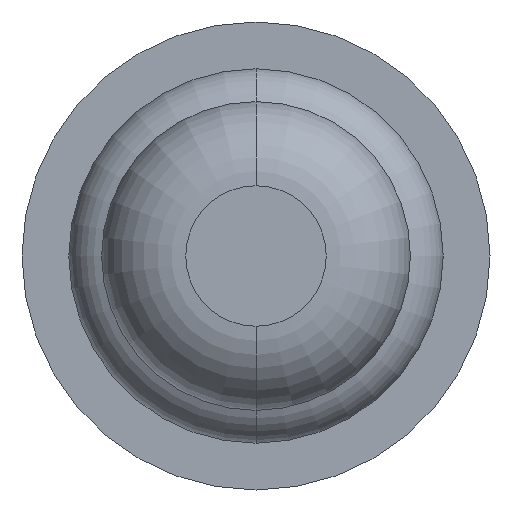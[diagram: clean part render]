
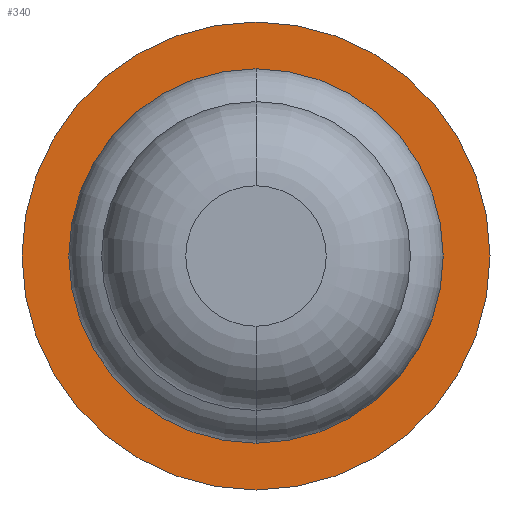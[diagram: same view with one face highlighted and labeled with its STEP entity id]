
A CAD part, front view. The second image highlights one B-rep face of the part: STEP entity #340.
In plain terms, the highlighted planar face has unit normal (0, -1, 0).
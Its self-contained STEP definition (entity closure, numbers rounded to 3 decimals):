
#133 = DIRECTION ( 'NONE',  ( 0., 0., 1. ) ) ;
#320 = ORIENTED_EDGE ( 'NONE', *, *, #776, .F. ) ;
#340 = ADVANCED_FACE ( 'Defeature ausgef�hrt1_11', ( #516, #3648 ), #3129, .F. ) ;
#485 = AXIS2_PLACEMENT_3D ( 'NONE', #2745, #1693, #751 ) ;
#495 = AXIS2_PLACEMENT_3D ( 'NONE', #1120, #4133, #3106 ) ;
#516 = FACE_OUTER_BOUND ( 'NONE', #2929, .T. ) ;
#676 = CARTESIAN_POINT ( 'NONE',  ( 0., 5., -0.64 ) ) ;
#751 = DIRECTION ( 'NONE',  ( 0., 0., 1. ) ) ;
#776 = EDGE_CURVE ( 'Defeature ausgef�hrt1_10+Defeature ausgef�hrt1_11+Defeature ausgef�hrt1_11+Defeature ausgef�hrt1_11', #1925, #1825, #2033, .T. ) ;
#864 = DIRECTION ( 'NONE',  ( 0., 0., 1. ) ) ;
#1063 = AXIS2_PLACEMENT_3D ( 'NONE', #4217, #2183, #864 ) ;
#1120 = CARTESIAN_POINT ( 'NONE',  ( 0., 5., 0. ) ) ;
#1416 = CARTESIAN_POINT ( 'NONE',  ( 0., 5., 0. ) ) ;
#1454 = AXIS2_PLACEMENT_3D ( 'NONE', #2757, #2432, #133 ) ;
#1678 = EDGE_CURVE ( 'Defeature ausgef�hrt1_11+Defeature ausgef�hrt1_8+Defeature ausgef�hrt1_8+Defeature ausgef�hrt1_8', #2796, #2425, #2017, .T. ) ;
#1693 = DIRECTION ( 'NONE',  ( 0., 1., 0. ) ) ;
#1765 = CARTESIAN_POINT ( 'NONE',  ( 0., 5., 1.25 ) ) ;
#1825 = VERTEX_POINT ( 'NONE', #1955 ) ;
#1925 = VERTEX_POINT ( 'NONE', #1765 ) ;
#1955 = CARTESIAN_POINT ( 'NONE',  ( 0., 5., -1.25 ) ) ;
#2017 = CIRCLE ( 'NONE', #1063, 0.64 ) ;
#2033 = CIRCLE ( 'NONE', #3088, 1.25 ) ;
#2066 = DIRECTION ( 'NONE',  ( 0., 1., 0. ) ) ;
#2136 = DIRECTION ( 'NONE',  ( 0., 0., 1. ) ) ;
#2183 = DIRECTION ( 'NONE',  ( 0., 1., 0. ) ) ;
#2398 = CARTESIAN_POINT ( 'NONE',  ( 0., 5., 0.64 ) ) ;
#2425 = VERTEX_POINT ( 'NONE', #2398 ) ;
#2432 = DIRECTION ( 'NONE',  ( 0., 1., 0. ) ) ;
#2606 = ORIENTED_EDGE ( 'NONE', *, *, #3002, .F. ) ;
#2618 = ORIENTED_EDGE ( 'NONE', *, *, #1678, .T. ) ;
#2745 = CARTESIAN_POINT ( 'NONE',  ( 0., 5., 0. ) ) ;
#2757 = CARTESIAN_POINT ( 'NONE',  ( 1.25, 5., 0. ) ) ;
#2796 = VERTEX_POINT ( 'NONE', #676 ) ;
#2828 = EDGE_LOOP ( 'NONE', ( #3769, #2618 ) ) ;
#2929 = EDGE_LOOP ( 'NONE', ( #320, #2606 ) ) ;
#2965 = CIRCLE ( 'NONE', #495, 1.25 ) ;
#3002 = EDGE_CURVE ( 'Defeature ausgef�hrt1_10+Defeature ausgef�hrt1_11+Defeature ausgef�hrt1_11+Defeature ausgef�hrt1_11', #1825, #1925, #2965, .T. ) ;
#3088 = AXIS2_PLACEMENT_3D ( 'NONE', #1416, #2066, #2136 ) ;
#3106 = DIRECTION ( 'NONE',  ( 0., 0., 1. ) ) ;
#3129 = PLANE ( 'NONE',  #1454 ) ;
#3648 = FACE_BOUND ( 'NONE', #2828, .T. ) ;
#3769 = ORIENTED_EDGE ( 'NONE', *, *, #3919, .T. ) ;
#3808 = CIRCLE ( 'NONE', #485, 0.64 ) ;
#3919 = EDGE_CURVE ( 'Defeature ausgef�hrt1_11+Defeature ausgef�hrt1_8+Defeature ausgef�hrt1_8+Defeature ausgef�hrt1_8', #2425, #2796, #3808, .T. ) ;
#4133 = DIRECTION ( 'NONE',  ( 0., 1., 0. ) ) ;
#4217 = CARTESIAN_POINT ( 'NONE',  ( 0., 5., 0. ) ) ;
